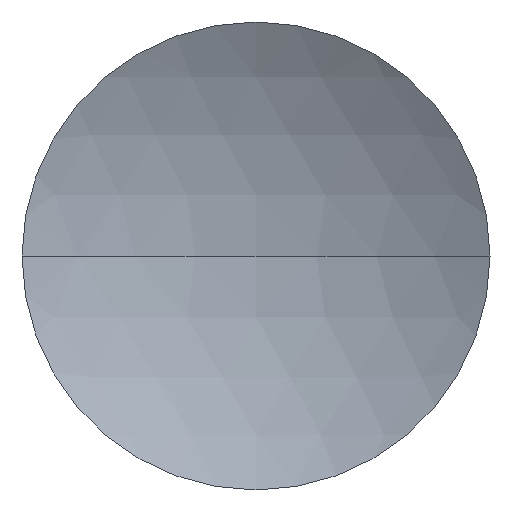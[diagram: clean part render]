
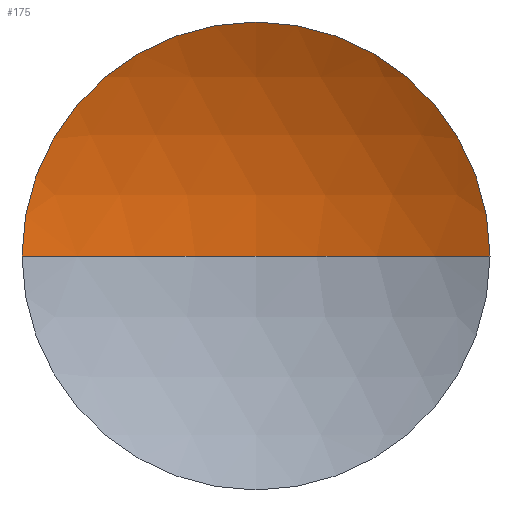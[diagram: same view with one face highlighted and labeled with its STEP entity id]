
A CAD part, left-side view. The second image highlights one B-rep face of the part: STEP entity #175.
In plain terms, the highlighted spherical face has radius 52.15 mm.
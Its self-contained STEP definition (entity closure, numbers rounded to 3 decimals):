
#8 = EDGE_CURVE ( 'NONE', #138, #30, #99, .T. ) ;
#13 = FACE_OUTER_BOUND ( 'NONE', #82, .T. ) ;
#14 = DIRECTION ( 'NONE',  ( 0., 1., 0. ) ) ;
#27 = AXIS2_PLACEMENT_3D ( 'NONE', #84, #208, #188 ) ;
#30 = VERTEX_POINT ( 'NONE', #121 ) ;
#32 = DIRECTION ( 'NONE',  ( 0., 0., -1. ) ) ;
#48 = CIRCLE ( 'NONE', #205, 52.15 ) ;
#56 = ORIENTED_EDGE ( 'NONE', *, *, #135, .T. ) ;
#61 = CARTESIAN_POINT ( 'NONE',  ( 118.575, 65.223, 0. ) ) ;
#62 = VERTEX_POINT ( 'NONE', #61 ) ;
#69 = CARTESIAN_POINT ( 'NONE',  ( 66.425, 65.223, 0. ) ) ;
#73 = DIRECTION ( 'NONE',  ( 0., 0., 1. ) ) ;
#80 = AXIS2_PLACEMENT_3D ( 'NONE', #193, #32, #197 ) ;
#82 = EDGE_LOOP ( 'NONE', ( #186, #124, #206, #56 ) ) ;
#84 = CARTESIAN_POINT ( 'NONE',  ( 112.192, 65.223, 0. ) ) ;
#92 = DIRECTION ( 'NONE',  ( 1., 0., 0. ) ) ;
#98 = SPHERICAL_SURFACE ( 'NONE', #80, 52.15 ) ;
#99 = CIRCLE ( 'NONE', #27, 25. ) ;
#106 = EDGE_CURVE ( 'NONE', #62, #209, #48, .T. ) ;
#107 = DIRECTION ( 'NONE',  ( 0., 0., -1. ) ) ;
#114 = CIRCLE ( 'NONE', #157, 52.15 ) ;
#121 = CARTESIAN_POINT ( 'NONE',  ( 112.192, 65.223, 25. ) ) ;
#124 = ORIENTED_EDGE ( 'NONE', *, *, #141, .T. ) ;
#128 = DIRECTION ( 'NONE',  ( 0., 0., 1. ) ) ;
#135 = EDGE_CURVE ( 'NONE', #30, #209, #178, .T. ) ;
#138 = VERTEX_POINT ( 'NONE', #227 ) ;
#141 = EDGE_CURVE ( 'NONE', #62, #138, #114, .T. ) ;
#157 = AXIS2_PLACEMENT_3D ( 'NONE', #211, #107, #14 ) ;
#161 = DIRECTION ( 'NONE',  ( -1., 0., 0. ) ) ;
#175 = ADVANCED_FACE ( 'NONE', ( #13 ), #98, .F. ) ;
#178 = CIRCLE ( 'NONE', #221, 25. ) ;
#186 = ORIENTED_EDGE ( 'NONE', *, *, #106, .F. ) ;
#188 = DIRECTION ( 'NONE',  ( 0., 0., 1. ) ) ;
#193 = CARTESIAN_POINT ( 'NONE',  ( 66.425, 65.223, 0. ) ) ;
#197 = DIRECTION ( 'NONE',  ( 0., 1., 0. ) ) ;
#205 = AXIS2_PLACEMENT_3D ( 'NONE', #69, #73, #92 ) ;
#206 = ORIENTED_EDGE ( 'NONE', *, *, #8, .T. ) ;
#208 = DIRECTION ( 'NONE',  ( -1., 0., 0. ) ) ;
#209 = VERTEX_POINT ( 'NONE', #228 ) ;
#211 = CARTESIAN_POINT ( 'NONE',  ( 66.425, 65.223, 0. ) ) ;
#216 = CARTESIAN_POINT ( 'NONE',  ( 112.192, 65.223, 0. ) ) ;
#221 = AXIS2_PLACEMENT_3D ( 'NONE', #216, #161, #128 ) ;
#227 = CARTESIAN_POINT ( 'NONE',  ( 112.192, 40.223, 0. ) ) ;
#228 = CARTESIAN_POINT ( 'NONE',  ( 112.192, 90.223, 0. ) ) ;
